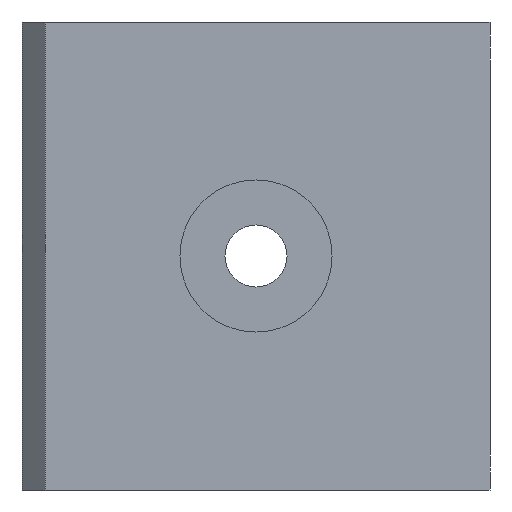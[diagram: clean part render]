
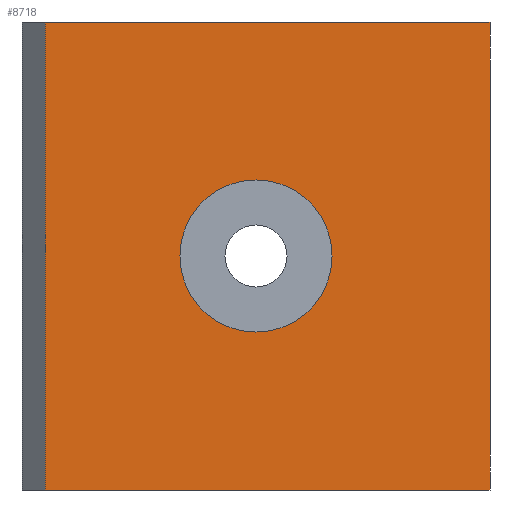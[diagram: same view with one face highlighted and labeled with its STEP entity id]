
A CAD part, left-side view. The second image highlights one B-rep face of the part: STEP entity #8718.
In plain terms, the highlighted planar face has unit normal (-1, 0, 0).
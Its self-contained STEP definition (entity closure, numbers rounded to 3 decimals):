
#31=VERTEX_POINT('',#32);
#32=CARTESIAN_POINT('',(-40.,36.,0.));
#38=EDGE_CURVE('',#31,#39,#41,.T.);
#39=VERTEX_POINT('',#40);
#40=CARTESIAN_POINT('',(-40.,36.,80.));
#41=LINE('',#42,#43);
#42=CARTESIAN_POINT('',(-40.,36.,0.));
#43=VECTOR('',#44,1.);
#44=DIRECTION('',(0.,0.,1.));
#85=VERTEX_POINT('',#86);
#86=CARTESIAN_POINT('',(-40.,-40.,0.));
#92=EDGE_CURVE('',#31,#85,#93,.T.);
#93=LINE('',#94,#95);
#94=CARTESIAN_POINT('',(-40.,36.,0.));
#95=VECTOR('',#96,1.);
#96=DIRECTION('',(0.,-1.,0.));
#573=FACE_OUTER_BOUND('',#574,.T.);
#574=EDGE_LOOP('',(#575,#576,#577,#585));
#575=ORIENTED_EDGE('',*,*,#38,.F.);
#576=ORIENTED_EDGE('',*,*,#92,.T.);
#577=ORIENTED_EDGE('',*,*,#578,.T.);
#578=EDGE_CURVE('',#85,#579,#581,.T.);
#579=VERTEX_POINT('',#580);
#580=CARTESIAN_POINT('',(-40.,-40.,80.));
#581=LINE('',#582,#583);
#582=CARTESIAN_POINT('',(-40.,-40.,0.));
#583=VECTOR('',#584,1.);
#584=DIRECTION('',(0.,0.,1.));
#585=ORIENTED_EDGE('',*,*,#586,.T.);
#586=EDGE_CURVE('',#579,#39,#587,.T.);
#587=LINE('',#588,#589);
#588=CARTESIAN_POINT('',(-40.,-40.,80.));
#589=VECTOR('',#590,1.);
#590=DIRECTION('',(0.,1.,0.));
#591=FACE_BOUND('',#592,.T.);
#592=EDGE_LOOP('',(#593));
#593=ORIENTED_EDGE('',*,*,#594,.T.);
#594=EDGE_CURVE('',#595,#595,#597,.T.);
#595=VERTEX_POINT('',#596);
#596=CARTESIAN_POINT('',(-40.,13.,40.));
#597=CIRCLE('',#598,13.);
#598=AXIS2_PLACEMENT_3D('',#599,#600,#601);
#599=CARTESIAN_POINT('',(-40.,0.,40.));
#600=DIRECTION('',(1.,0.,0.));
#601=DIRECTION('',(0.,0.,1.));
#602=PLANE('',#603);
#603=AXIS2_PLACEMENT_3D('',#604,#605,#606);
#604=CARTESIAN_POINT('',(-40.,0.,40.));
#605=DIRECTION('',(-1.,0.,0.));
#606=DIRECTION('',(0.,0.,1.));
#8718=ADVANCED_FACE('',(#573,#591),#602,.T.);
